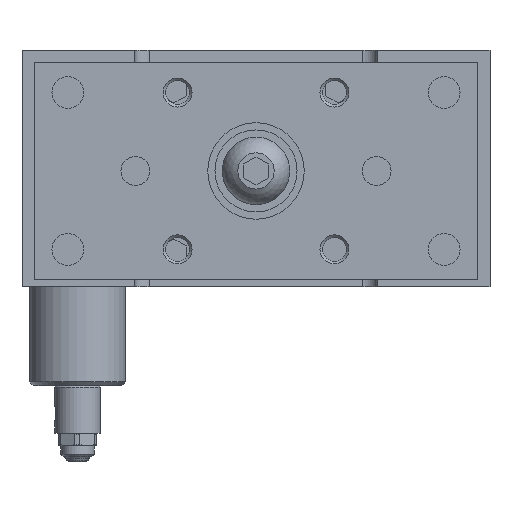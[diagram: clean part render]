
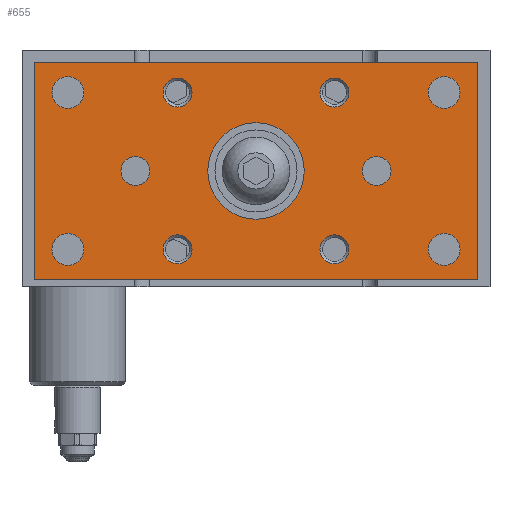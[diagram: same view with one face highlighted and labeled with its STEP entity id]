
A CAD part, left-side view. The second image highlights one B-rep face of the part: STEP entity #655.
In plain terms, the highlighted planar face has unit normal (-1, 0, 0).
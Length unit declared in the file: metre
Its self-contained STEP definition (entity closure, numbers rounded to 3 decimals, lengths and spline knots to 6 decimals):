
#655 = ADVANCED_FACE( '', ( #1702, #1703, #1704, #1705, #1706, #1707, #1708, #1709, #1710, #1711, #1712, #1713 ), #1714, .T. );
#1702 = FACE_OUTER_BOUND( '', #3341, .T. );
#1703 = FACE_BOUND( '', #3342, .T. );
#1704 = FACE_BOUND( '', #3343, .T. );
#1705 = FACE_BOUND( '', #3344, .T. );
#1706 = FACE_BOUND( '', #3345, .T. );
#1707 = FACE_BOUND( '', #3346, .T. );
#1708 = FACE_BOUND( '', #3347, .T. );
#1709 = FACE_BOUND( '', #3348, .T. );
#1710 = FACE_BOUND( '', #3349, .T. );
#1711 = FACE_BOUND( '', #3350, .T. );
#1712 = FACE_BOUND( '', #3351, .T. );
#1713 = FACE_BOUND( '', #3352, .T. );
#1714 = PLANE( '', #3353 );
#3341 = EDGE_LOOP( '', ( #5302, #5303, #5304, #5305 ) );
#3342 = EDGE_LOOP( '', ( #5306 ) );
#3343 = EDGE_LOOP( '', ( #5307 ) );
#3344 = EDGE_LOOP( '', ( #5308 ) );
#3345 = EDGE_LOOP( '', ( #5309 ) );
#3346 = EDGE_LOOP( '', ( #5310 ) );
#3347 = EDGE_LOOP( '', ( #5311 ) );
#3348 = EDGE_LOOP( '', ( #5312 ) );
#3349 = EDGE_LOOP( '', ( #5313 ) );
#3350 = EDGE_LOOP( '', ( #5314 ) );
#3351 = EDGE_LOOP( '', ( #5315 ) );
#3352 = EDGE_LOOP( '', ( #5316 ) );
#3353 = AXIS2_PLACEMENT_3D( '', #5317, #5318, #5319 );
#5302 = ORIENTED_EDGE( '', *, *, #8283, .T. );
#5303 = ORIENTED_EDGE( '', *, *, #8284, .T. );
#5304 = ORIENTED_EDGE( '', *, *, #8285, .T. );
#5305 = ORIENTED_EDGE( '', *, *, #8286, .T. );
#5306 = ORIENTED_EDGE( '', *, *, #8287, .T. );
#5307 = ORIENTED_EDGE( '', *, *, #8288, .F. );
#5308 = ORIENTED_EDGE( '', *, *, #8289, .F. );
#5309 = ORIENTED_EDGE( '', *, *, #8290, .T. );
#5310 = ORIENTED_EDGE( '', *, *, #8118, .T. );
#5311 = ORIENTED_EDGE( '', *, *, #8291, .F. );
#5312 = ORIENTED_EDGE( '', *, *, #7930, .T. );
#5313 = ORIENTED_EDGE( '', *, *, #8292, .F. );
#5314 = ORIENTED_EDGE( '', *, *, #8293, .F. );
#5315 = ORIENTED_EDGE( '', *, *, #8152, .T. );
#5316 = ORIENTED_EDGE( '', *, *, #8147, .T. );
#5317 = CARTESIAN_POINT( '', ( -0.019, -0.046, -0.0025 ) );
#5318 = DIRECTION( '', ( -1., 0., 0. ) );
#5319 = DIRECTION( '', ( 0., 0., 1. ) );
#7930 = EDGE_CURVE( '', #9152, #9152, #9153, .T. );
#8118 = EDGE_CURVE( '', #9468, #9468, #9469, .T. );
#8147 = EDGE_CURVE( '', #9513, #9513, #9514, .T. );
#8152 = EDGE_CURVE( '', #9521, #9521, #9522, .T. );
#8283 = EDGE_CURVE( '', #9738, #9739, #9740, .T. );
#8284 = EDGE_CURVE( '', #9739, #9741, #9742, .T. );
#8285 = EDGE_CURVE( '', #9741, #9743, #9744, .T. );
#8286 = EDGE_CURVE( '', #9743, #9738, #9745, .T. );
#8287 = EDGE_CURVE( '', #9746, #9746, #9747, .T. );
#8288 = EDGE_CURVE( '', #9748, #9748, #9749, .T. );
#8289 = EDGE_CURVE( '', #9750, #9750, #9751, .T. );
#8290 = EDGE_CURVE( '', #9752, #9752, #9753, .T. );
#8291 = EDGE_CURVE( '', #9754, #9754, #9755, .T. );
#8292 = EDGE_CURVE( '', #9756, #9756, #9757, .T. );
#8293 = EDGE_CURVE( '', #9758, #9758, #9759, .T. );
#9152 = VERTEX_POINT( '', #10935 );
#9153 = CIRCLE( '', #10936, 0.003 );
#9468 = VERTEX_POINT( '', #11439 );
#9469 = CIRCLE( '', #11440, 0.003 );
#9513 = VERTEX_POINT( '', #11525 );
#9514 = CIRCLE( '', #11526, 0.01 );
#9521 = VERTEX_POINT( '', #11533 );
#9522 = CIRCLE( '', #11534, 0.003 );
#9738 = VERTEX_POINT( '', #11894 );
#9739 = VERTEX_POINT( '', #11895 );
#9740 = LINE( '', #11896, #11897 );
#9741 = VERTEX_POINT( '', #11898 );
#9742 = LINE( '', #11899, #11900 );
#9743 = VERTEX_POINT( '', #11901 );
#9744 = LINE( '', #11902, #11903 );
#9745 = LINE( '', #11904, #11905 );
#9746 = VERTEX_POINT( '', #11906 );
#9747 = CIRCLE( '', #11907, 0.0033 );
#9748 = VERTEX_POINT( '', #11908 );
#9749 = CIRCLE( '', #11909, 0.0033 );
#9750 = VERTEX_POINT( '', #11910 );
#9751 = CIRCLE( '', #11911, 0.0033 );
#9752 = VERTEX_POINT( '', #11912 );
#9753 = CIRCLE( '', #11913, 0.0033 );
#9754 = VERTEX_POINT( '', #11914 );
#9755 = CIRCLE( '', #11915, 0.003 );
#9756 = VERTEX_POINT( '', #11916 );
#9757 = CIRCLE( '', #11917, 0.003 );
#9758 = VERTEX_POINT( '', #11918 );
#9759 = CIRCLE( '', #11919, 0.003 );
#10935 = CARTESIAN_POINT( '', ( -0.019, 0.01925, -0.00875 ) );
#10936 = AXIS2_PLACEMENT_3D( '', #13687, #13688, #13689 );
#11439 = CARTESIAN_POINT( '', ( -0.019, 0.028, -0.025 ) );
#11440 = AXIS2_PLACEMENT_3D( '', #13921, #13922, #13923 );
#11525 = CARTESIAN_POINT( '', ( -0.019, 0.01, -0.025 ) );
#11526 = AXIS2_PLACEMENT_3D( '', #13962, #13963, #13964 );
#11533 = CARTESIAN_POINT( '', ( -0.019, -0.01925, -0.04125 ) );
#11534 = AXIS2_PLACEMENT_3D( '', #13971, #13972, #13973 );
#11894 = CARTESIAN_POINT( '', ( -0.019, -0.046, -0.0475 ) );
#11895 = CARTESIAN_POINT( '', ( -0.019, -0.046, -0.0025 ) );
#11896 = CARTESIAN_POINT( '', ( -0.019, -0.046, -0.0475 ) );
#11897 = VECTOR( '', #14157, 1. );
#11898 = CARTESIAN_POINT( '', ( -0.019, 0.046, -0.0025 ) );
#11899 = CARTESIAN_POINT( '', ( -0.019, -0.046, -0.0025 ) );
#11900 = VECTOR( '', #14158, 1. );
#11901 = CARTESIAN_POINT( '', ( -0.019, 0.046, -0.0475 ) );
#11902 = CARTESIAN_POINT( '', ( -0.019, 0.046, -0.0025 ) );
#11903 = VECTOR( '', #14159, 1. );
#11904 = CARTESIAN_POINT( '', ( -0.019, 0.046, -0.0475 ) );
#11905 = VECTOR( '', #14160, 1. );
#11906 = CARTESIAN_POINT( '', ( -0.019, 0.0357, -0.00875 ) );
#11907 = AXIS2_PLACEMENT_3D( '', #14161, #14162, #14163 );
#11908 = CARTESIAN_POINT( '', ( -0.019, -0.0357, -0.00875 ) );
#11909 = AXIS2_PLACEMENT_3D( '', #14164, #14165, #14166 );
#11910 = CARTESIAN_POINT( '', ( -0.019, 0.0357, -0.04125 ) );
#11911 = AXIS2_PLACEMENT_3D( '', #14167, #14168, #14169 );
#11912 = CARTESIAN_POINT( '', ( -0.019, -0.0357, -0.04125 ) );
#11913 = AXIS2_PLACEMENT_3D( '', #14170, #14171, #14172 );
#11914 = CARTESIAN_POINT( '', ( -0.019, -0.028, -0.025 ) );
#11915 = AXIS2_PLACEMENT_3D( '', #14173, #14174, #14175 );
#11916 = CARTESIAN_POINT( '', ( -0.019, -0.01925, -0.00875 ) );
#11917 = AXIS2_PLACEMENT_3D( '', #14176, #14177, #14178 );
#11918 = CARTESIAN_POINT( '', ( -0.019, 0.01925, -0.04125 ) );
#11919 = AXIS2_PLACEMENT_3D( '', #14179, #14180, #14181 );
#13687 = CARTESIAN_POINT( '', ( -0.019, 0.01625, -0.00875 ) );
#13688 = DIRECTION( '', ( 1., 0., 0. ) );
#13689 = DIRECTION( '', ( 0., 1., 0. ) );
#13921 = CARTESIAN_POINT( '', ( -0.019, 0.025, -0.025 ) );
#13922 = DIRECTION( '', ( 1., 0., 0. ) );
#13923 = DIRECTION( '', ( 0., 1., 0. ) );
#13962 = CARTESIAN_POINT( '', ( -0.019, 0., -0.025 ) );
#13963 = DIRECTION( '', ( 1., 0., 0. ) );
#13964 = DIRECTION( '', ( 0., 1., 0. ) );
#13971 = CARTESIAN_POINT( '', ( -0.019, -0.01625, -0.04125 ) );
#13972 = DIRECTION( '', ( 1., 0., 0. ) );
#13973 = DIRECTION( '', ( 0., -1., 0. ) );
#14157 = DIRECTION( '', ( 0., 0., 1. ) );
#14158 = DIRECTION( '', ( 0., 1., 0. ) );
#14159 = DIRECTION( '', ( 0., 0., -1. ) );
#14160 = DIRECTION( '', ( 0., -1., 0. ) );
#14161 = CARTESIAN_POINT( '', ( -0.019, 0.039, -0.00875 ) );
#14162 = DIRECTION( '', ( 1., 0., 0. ) );
#14163 = DIRECTION( '', ( 0., -1., 0. ) );
#14164 = CARTESIAN_POINT( '', ( -0.019, -0.039, -0.00875 ) );
#14165 = DIRECTION( '', ( -1., 0., 0. ) );
#14166 = DIRECTION( '', ( 0., 1., 0. ) );
#14167 = CARTESIAN_POINT( '', ( -0.019, 0.039, -0.04125 ) );
#14168 = DIRECTION( '', ( -1., 0., 0. ) );
#14169 = DIRECTION( '', ( 0., -1., 0. ) );
#14170 = CARTESIAN_POINT( '', ( -0.019, -0.039, -0.04125 ) );
#14171 = DIRECTION( '', ( 1., 0., 0. ) );
#14172 = DIRECTION( '', ( 0., 1., 0. ) );
#14173 = CARTESIAN_POINT( '', ( -0.019, -0.025, -0.025 ) );
#14174 = DIRECTION( '', ( -1., 0., 0. ) );
#14175 = DIRECTION( '', ( 0., -1., 0. ) );
#14176 = CARTESIAN_POINT( '', ( -0.019, -0.01625, -0.00875 ) );
#14177 = DIRECTION( '', ( -1., 0., 0. ) );
#14178 = DIRECTION( '', ( 0., -1., 0. ) );
#14179 = CARTESIAN_POINT( '', ( -0.019, 0.01625, -0.04125 ) );
#14180 = DIRECTION( '', ( -1., 0., 0. ) );
#14181 = DIRECTION( '', ( 0., 1., 0. ) );
